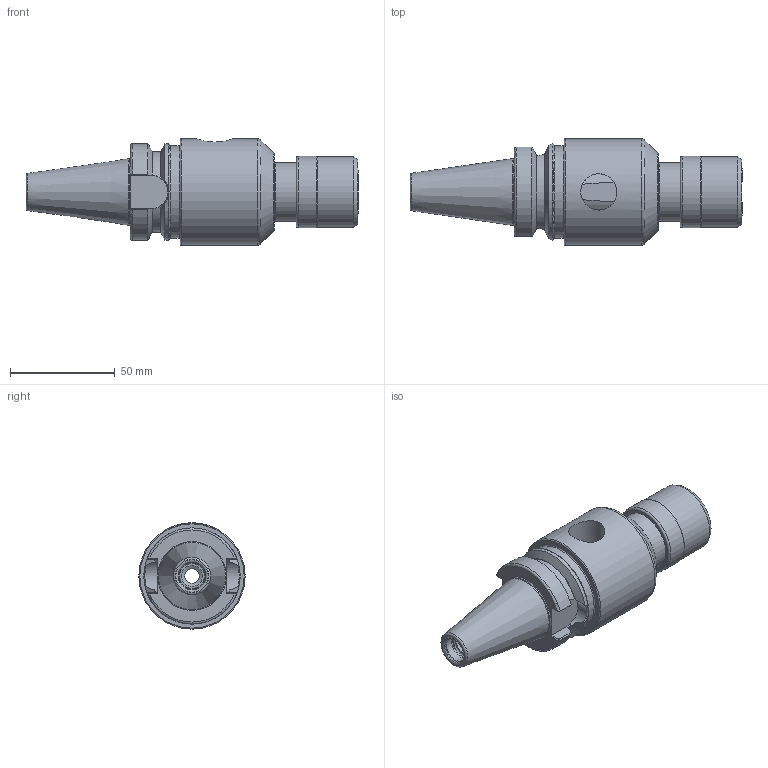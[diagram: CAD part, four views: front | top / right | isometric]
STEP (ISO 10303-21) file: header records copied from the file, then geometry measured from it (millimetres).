
FILE_DESCRIPTION(/* description */ (''),/* implementation_level */ '2;1');
FILE_NAME(/* name */ 'DBT30-RT1-0432.stp',/* time_stamp */ '2019-08-02T14:33:33-05:00',/* author */ ('ldfli'),/* organization */ (''),/* preprocessor_version */ 'ST-DEVELOPER v18',/* originating_system */ 'Autodesk Inventor LT',/* authorisation */ '');
FILE_SCHEMA (('AUTOMOTIVE_DESIGN { 1 0 10303 214 3 1 1 }'));
Length unit declared in the file: millimetre
Products named in the file (1): DBT30-RT1-0432
Bounding box: 158.65 x 50.8 x 50.8 mm (x, y, z)
Volume: 148335.2 mm3; surface area: 41890.1 mm2
Topology: 2 solids, 3 shells, 140 faces, 423 edges, 297 vertices
Faces by surface type: plane 46, cylinder 34, cone 25, torus 25, bspline 10
Full cylindrical faces by diameter (mm): 7 x1, 10 x1, 10.106 x1, 12.5 x1, 13.1 x1, 17.323 x1, 19 x1, 19.4 x1, 24.4 x1, 24.6 x1, 25 x4, 25.4 x2, 26.4 x1, 28 x2, 28.6 x1, 28.9 x1, 31.867 x1, 33.5 x1, 34 x1, 44 x1, 50.8 x1
Entity records: 5698 total; most frequent: CARTESIAN_POINT 1722, DIRECTION 861, ORIENTED_EDGE 846, EDGE_CURVE 423, AXIS2_PLACEMENT_3D 372, VERTEX_POINT 297, CIRCLE 238, EDGE_LOOP 156
